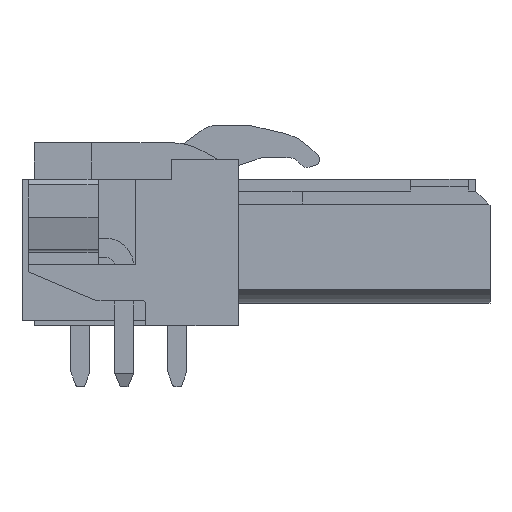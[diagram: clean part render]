
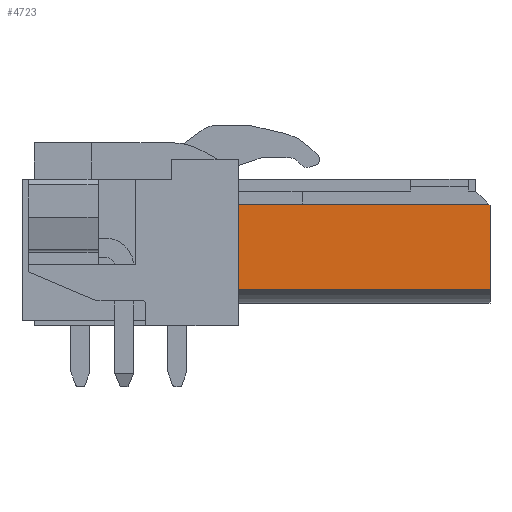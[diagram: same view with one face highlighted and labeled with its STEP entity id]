
A CAD part, left-side view. The second image highlights one B-rep face of the part: STEP entity #4723.
In plain terms, the highlighted planar face has unit normal (-1, 0, 0).
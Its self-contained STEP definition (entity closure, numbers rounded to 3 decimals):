
#4688=AXIS2_PLACEMENT_3D('Plane Axis2P3D',#4685,#4686,#4687) ;
#4661=CARTESIAN_POINT('Vertex',(5.64,13.2,9.59)) ;
#4664=CARTESIAN_POINT('Line Origine',(5.64,6.635,9.59)) ;
#4668=CARTESIAN_POINT('Vertex',(5.64,0.07,9.59)) ;
#4685=CARTESIAN_POINT('Axis2P3D Location',(5.64,0.,10.27)) ;
#4690=CARTESIAN_POINT('Line Origine',(5.64,0.035,9.555)) ;
#4694=CARTESIAN_POINT('Vertex',(5.64,0.,9.52)) ;
#4697=CARTESIAN_POINT('Line Origine',(5.64,13.2,7.355)) ;
#4701=CARTESIAN_POINT('Vertex',(5.64,13.2,5.12)) ;
#4704=CARTESIAN_POINT('Line Origine',(5.64,6.6,5.12)) ;
#4708=CARTESIAN_POINT('Vertex',(5.64,0.,5.12)) ;
#4711=CARTESIAN_POINT('Line Origine',(5.64,0.,7.32)) ;
#4665=DIRECTION('Vector Direction',(0.,1.,0.)) ;
#4686=DIRECTION('Axis2P3D Direction',(1.,-0.,0.)) ;
#4687=DIRECTION('Axis2P3D XDirection',(0.,0.,-1.)) ;
#4691=DIRECTION('Vector Direction',(0.,-0.707,-0.707)) ;
#4698=DIRECTION('Vector Direction',(0.,0.,-1.)) ;
#4705=DIRECTION('Vector Direction',(0.,1.,0.)) ;
#4712=DIRECTION('Vector Direction',(0.,0.,-1.)) ;
#4666=VECTOR('Line Direction',#4665,1.) ;
#4692=VECTOR('Line Direction',#4691,1.) ;
#4699=VECTOR('Line Direction',#4698,1.) ;
#4706=VECTOR('Line Direction',#4705,1.) ;
#4713=VECTOR('Line Direction',#4712,1.) ;
#4717=ORIENTED_EDGE('',*,*,#4696,.F.) ;
#4718=ORIENTED_EDGE('',*,*,#4670,.F.) ;
#4719=ORIENTED_EDGE('',*,*,#4703,.T.) ;
#4720=ORIENTED_EDGE('',*,*,#4710,.F.) ;
#4721=ORIENTED_EDGE('',*,*,#4715,.F.) ;
#4723=ADVANCED_FACE('HOUSING',(#4722),#4689,.F.) ;
#4670=EDGE_CURVE('',#4662,#4669,#4667,.F.) ;
#4696=EDGE_CURVE('',#4669,#4695,#4693,.T.) ;
#4703=EDGE_CURVE('',#4662,#4702,#4700,.T.) ;
#4710=EDGE_CURVE('',#4709,#4702,#4707,.T.) ;
#4715=EDGE_CURVE('',#4695,#4709,#4714,.T.) ;
#4716=EDGE_LOOP('',(#4717,#4718,#4719,#4720,#4721)) ;
#4722=FACE_OUTER_BOUND('',#4716,.T.) ;
#4667=LINE('Line',#4664,#4666) ;
#4693=LINE('Line',#4690,#4692) ;
#4700=LINE('Line',#4697,#4699) ;
#4707=LINE('Line',#4704,#4706) ;
#4714=LINE('Line',#4711,#4713) ;
#4689=PLANE('',#4688) ;
#4662=VERTEX_POINT('',#4661) ;
#4669=VERTEX_POINT('',#4668) ;
#4695=VERTEX_POINT('',#4694) ;
#4702=VERTEX_POINT('',#4701) ;
#4709=VERTEX_POINT('',#4708) ;
